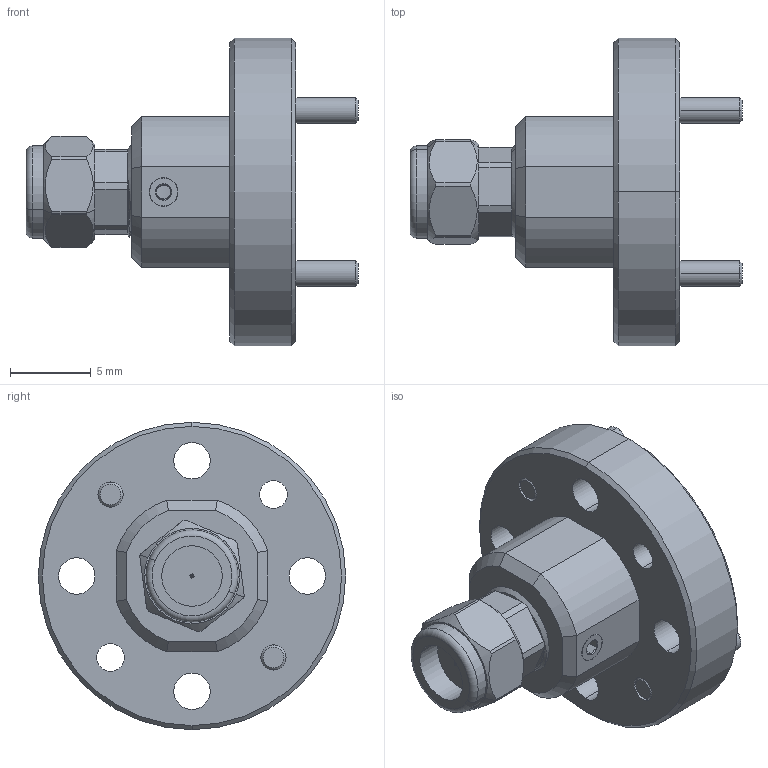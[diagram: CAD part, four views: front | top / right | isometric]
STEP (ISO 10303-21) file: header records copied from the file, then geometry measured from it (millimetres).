
FILE_DESCRIPTION (( 'STEP AP203' ), '1' );
FILE_NAME ('SWC-101M-E1.STEP', '2022-01-06T18:26:37', ( '' ), ( '' ), 'SwSTEP 2.0', 'SolidWorks 2021', '' );
FILE_SCHEMA (( 'CONFIG_CONTROL_DESIGN' ));
Length unit declared in the file: inch
Products named in the file (1): SWC-101M-E1
Bounding box: 20.58 x 19.05 x 19.05 mm (x, y, z)
Volume: 1600.5 mm3; surface area: 1400.7 mm2
Topology: 3 solids, 3 shells, 205 faces, 479 edges, 292 vertices
Faces by surface type: plane 86, cylinder 61, cone 54, torus 2, bspline 2
Entity records: 6671 total; most frequent: CARTESIAN_POINT 1820, DIRECTION 1050, ORIENTED_EDGE 958, EDGE_CURVE 479, AXIS2_PLACEMENT_3D 416, VERTEX_POINT 292, EDGE_LOOP 233, LINE 218
